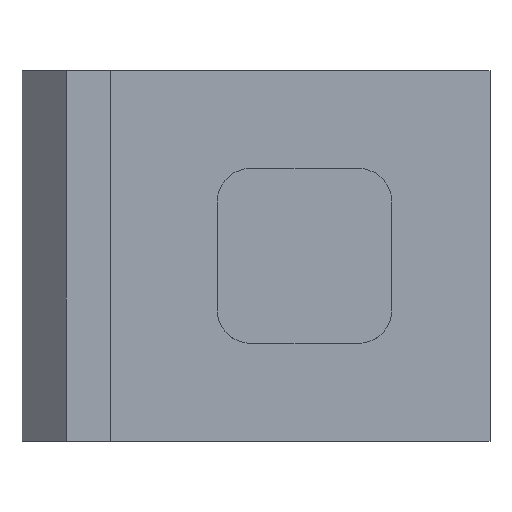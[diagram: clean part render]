
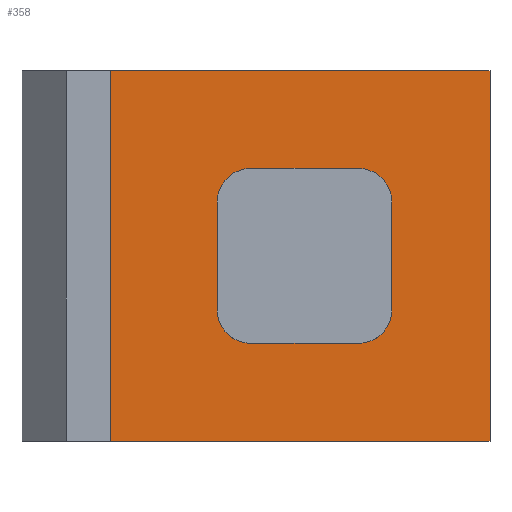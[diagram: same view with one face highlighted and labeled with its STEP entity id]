
A CAD part, top view. The second image highlights one B-rep face of the part: STEP entity #358.
In plain terms, the highlighted planar face has unit normal (0, 0, 1).
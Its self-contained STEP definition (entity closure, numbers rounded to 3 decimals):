
#19=FACE_BOUND('',#49,.T.);
#20=CIRCLE('',#393,3.8);
#21=CIRCLE('',#394,3.8);
#22=CIRCLE('',#395,3.8);
#23=CIRCLE('',#396,3.8);
#28=FACE_OUTER_BOUND('',#48,.T.);
#48=EDGE_LOOP('',(#240,#241,#242,#243));
#49=EDGE_LOOP('',(#244,#245,#246,#247,#248,#249,#250,#251));
#69=LINE('',#525,#112);
#70=LINE('',#527,#113);
#71=LINE('',#529,#114);
#72=LINE('',#530,#115);
#73=LINE('',#535,#116);
#74=LINE('',#539,#117);
#75=LINE('',#543,#118);
#76=LINE('',#546,#119);
#112=VECTOR('',#424,10.);
#113=VECTOR('',#425,10.);
#114=VECTOR('',#426,10.);
#115=VECTOR('',#427,10.);
#116=VECTOR('',#430,10.);
#117=VECTOR('',#433,10.);
#118=VECTOR('',#436,10.);
#119=VECTOR('',#439,10.);
#155=VERTEX_POINT('',#523);
#156=VERTEX_POINT('',#524);
#157=VERTEX_POINT('',#526);
#158=VERTEX_POINT('',#528);
#159=VERTEX_POINT('',#531);
#160=VERTEX_POINT('',#532);
#161=VERTEX_POINT('',#534);
#162=VERTEX_POINT('',#536);
#163=VERTEX_POINT('',#538);
#164=VERTEX_POINT('',#540);
#165=VERTEX_POINT('',#542);
#166=VERTEX_POINT('',#544);
#189=EDGE_CURVE('',#155,#156,#69,.T.);
#190=EDGE_CURVE('',#157,#156,#70,.T.);
#191=EDGE_CURVE('',#158,#157,#71,.T.);
#192=EDGE_CURVE('',#158,#155,#72,.T.);
#193=EDGE_CURVE('',#159,#160,#20,.T.);
#194=EDGE_CURVE('',#161,#159,#73,.T.);
#195=EDGE_CURVE('',#162,#161,#21,.T.);
#196=EDGE_CURVE('',#163,#162,#74,.T.);
#197=EDGE_CURVE('',#164,#163,#22,.T.);
#198=EDGE_CURVE('',#165,#164,#75,.T.);
#199=EDGE_CURVE('',#166,#165,#23,.T.);
#200=EDGE_CURVE('',#160,#166,#76,.T.);
#240=ORIENTED_EDGE('',*,*,#189,.T.);
#241=ORIENTED_EDGE('',*,*,#190,.F.);
#242=ORIENTED_EDGE('',*,*,#191,.F.);
#243=ORIENTED_EDGE('',*,*,#192,.T.);
#244=ORIENTED_EDGE('',*,*,#193,.F.);
#245=ORIENTED_EDGE('',*,*,#194,.F.);
#246=ORIENTED_EDGE('',*,*,#195,.F.);
#247=ORIENTED_EDGE('',*,*,#196,.F.);
#248=ORIENTED_EDGE('',*,*,#197,.F.);
#249=ORIENTED_EDGE('',*,*,#198,.F.);
#250=ORIENTED_EDGE('',*,*,#199,.F.);
#251=ORIENTED_EDGE('',*,*,#200,.F.);
#342=PLANE('',#392);
#358=ADVANCED_FACE('',(#28,#19),#342,.T.);
#392=AXIS2_PLACEMENT_3D('',#522,#422,#423);
#393=AXIS2_PLACEMENT_3D('',#533,#428,#429);
#394=AXIS2_PLACEMENT_3D('',#537,#431,#432);
#395=AXIS2_PLACEMENT_3D('',#541,#434,#435);
#396=AXIS2_PLACEMENT_3D('',#545,#437,#438);
#422=DIRECTION('center_axis',(0.,0.,1.));
#423=DIRECTION('ref_axis',(1.,0.,0.));
#424=DIRECTION('',(-1.,0.,0.));
#425=DIRECTION('',(0.,1.,0.));
#426=DIRECTION('',(-1.,0.,0.));
#427=DIRECTION('',(0.,1.,0.));
#428=DIRECTION('center_axis',(0.,0.,1.));
#429=DIRECTION('ref_axis',(0.707,0.707,0.));
#430=DIRECTION('',(0.,1.,0.));
#431=DIRECTION('center_axis',(0.,0.,1.));
#432=DIRECTION('ref_axis',(0.707,-0.707,0.));
#433=DIRECTION('',(1.,0.,0.));
#434=DIRECTION('center_axis',(0.,0.,1.));
#435=DIRECTION('ref_axis',(-0.707,-0.707,0.));
#436=DIRECTION('',(0.,-1.,0.));
#437=DIRECTION('center_axis',(0.,0.,1.));
#438=DIRECTION('ref_axis',(-0.707,0.707,0.));
#439=DIRECTION('',(-1.,0.,0.));
#522=CARTESIAN_POINT('Origin',(-19.061,-21.318,10.));
#523=CARTESIAN_POINT('',(1.939,-0.318,10.));
#524=CARTESIAN_POINT('',(-41.061,-0.318,10.));
#525=CARTESIAN_POINT('',(-40.061,-0.318,10.));
#526=CARTESIAN_POINT('',(-41.061,-42.318,10.));
#527=CARTESIAN_POINT('',(-41.061,-42.318,10.));
#528=CARTESIAN_POINT('',(1.939,-42.318,10.));
#529=CARTESIAN_POINT('',(-40.061,-42.318,10.));
#530=CARTESIAN_POINT('',(1.939,-0.318,10.));
#531=CARTESIAN_POINT('',(-9.161,-15.218,10.));
#532=CARTESIAN_POINT('',(-12.961,-11.418,10.));
#533=CARTESIAN_POINT('Origin',(-12.961,-15.218,10.));
#534=CARTESIAN_POINT('',(-9.161,-27.418,10.));
#535=CARTESIAN_POINT('',(-9.161,-31.218,10.));
#536=CARTESIAN_POINT('',(-12.961,-31.218,10.));
#537=CARTESIAN_POINT('Origin',(-12.961,-27.418,10.));
#538=CARTESIAN_POINT('',(-25.161,-31.218,10.));
#539=CARTESIAN_POINT('',(-28.961,-31.218,10.));
#540=CARTESIAN_POINT('',(-28.961,-27.418,10.));
#541=CARTESIAN_POINT('Origin',(-25.161,-27.418,10.));
#542=CARTESIAN_POINT('',(-28.961,-15.218,10.));
#543=CARTESIAN_POINT('',(-28.961,-11.418,10.));
#544=CARTESIAN_POINT('',(-25.161,-11.418,10.));
#545=CARTESIAN_POINT('Origin',(-25.161,-15.218,10.));
#546=CARTESIAN_POINT('',(-9.161,-11.418,10.));
